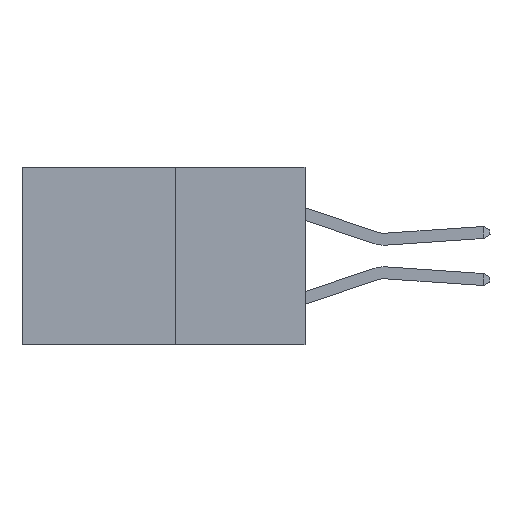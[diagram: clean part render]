
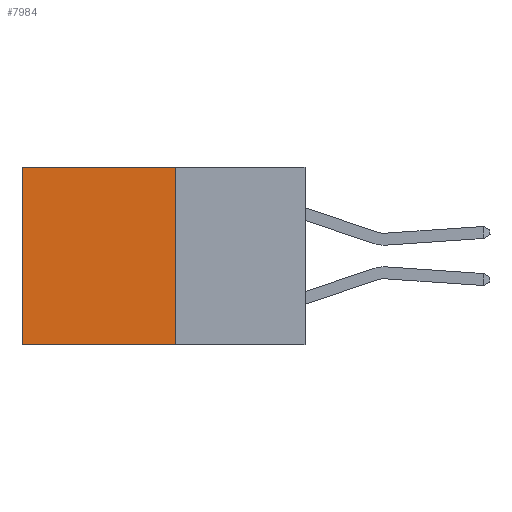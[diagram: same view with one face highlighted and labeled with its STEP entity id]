
A CAD part, left-side view. The second image highlights one B-rep face of the part: STEP entity #7984.
In plain terms, the highlighted planar face has unit normal (-1, 0, 0).
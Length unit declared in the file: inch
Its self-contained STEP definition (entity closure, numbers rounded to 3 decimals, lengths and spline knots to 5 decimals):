
#608 = ORIENTED_EDGE ( 'NONE', *, *, #4703, .T. ) ;
#697 = VECTOR ( 'NONE', #9043, 39.37008 ) ;
#1220 = AXIS2_PLACEMENT_3D ( 'NONE', #2968, #8068, #1962 ) ;
#1812 = VECTOR ( 'NONE', #11292, 39.37008 ) ;
#1962 = DIRECTION ( 'NONE',  ( 0., 0., -1. ) ) ;
#2794 = EDGE_CURVE ( 'NONE', #8683, #7016, #3831, .T. ) ;
#2949 = EDGE_LOOP ( 'NONE', ( #13096, #12492, #4816, #608 ) ) ;
#2968 = CARTESIAN_POINT ( 'NONE',  ( 0.277, 0.27, -0.37 ) ) ;
#3831 = LINE ( 'NONE', #5095, #697 ) ;
#3998 = CARTESIAN_POINT ( 'NONE',  ( 0.277, 0.27, 0. ) ) ;
#4040 = DIRECTION ( 'NONE',  ( 0., 0., -1. ) ) ;
#4591 = VECTOR ( 'NONE', #4040, 39.37008 ) ;
#4703 = EDGE_CURVE ( 'NONE', #9886, #6663, #6944, .T. ) ;
#4816 = ORIENTED_EDGE ( 'NONE', *, *, #9921, .F. ) ;
#4982 = CARTESIAN_POINT ( 'NONE',  ( 0.277, 0.27, -0.37 ) ) ;
#5095 = CARTESIAN_POINT ( 'NONE',  ( 0.277, 0.27, -0.37 ) ) ;
#5398 = CARTESIAN_POINT ( 'NONE',  ( 0.277, 0.59, -0.37 ) ) ;
#5531 = CARTESIAN_POINT ( 'NONE',  ( 0.277, 0.59, -0.37 ) ) ;
#5771 = CARTESIAN_POINT ( 'NONE',  ( 0.277, 0.59, 0. ) ) ;
#6071 = PLANE ( 'NONE',  #1220 ) ;
#6663 = VERTEX_POINT ( 'NONE', #5771 ) ;
#6944 = LINE ( 'NONE', #3998, #1812 ) ;
#7016 = VERTEX_POINT ( 'NONE', #5531 ) ;
#7306 = LINE ( 'NONE', #12039, #4591 ) ;
#7984 = ADVANCED_FACE ( 'NONE', ( #11587 ), #6071, .F. ) ;
#8068 = DIRECTION ( 'NONE',  ( 1., 0., 0. ) ) ;
#8683 = VERTEX_POINT ( 'NONE', #4982 ) ;
#9043 = DIRECTION ( 'NONE',  ( 0., 1., 0. ) ) ;
#9886 = VERTEX_POINT ( 'NONE', #12979 ) ;
#9921 = EDGE_CURVE ( 'NONE', #9886, #8683, #7306, .T. ) ;
#10783 = EDGE_CURVE ( 'NONE', #6663, #7016, #11528, .T. ) ;
#11292 = DIRECTION ( 'NONE',  ( 0., 1., 0. ) ) ;
#11528 = LINE ( 'NONE', #5398, #11832 ) ;
#11587 = FACE_OUTER_BOUND ( 'NONE', #2949, .T. ) ;
#11832 = VECTOR ( 'NONE', #12392, 39.37008 ) ;
#12039 = CARTESIAN_POINT ( 'NONE',  ( 0.277, 0.27, -0.37 ) ) ;
#12392 = DIRECTION ( 'NONE',  ( 0., 0., -1. ) ) ;
#12492 = ORIENTED_EDGE ( 'NONE', *, *, #2794, .F. ) ;
#12979 = CARTESIAN_POINT ( 'NONE',  ( 0.277, 0.27, 0. ) ) ;
#13096 = ORIENTED_EDGE ( 'NONE', *, *, #10783, .T. ) ;
